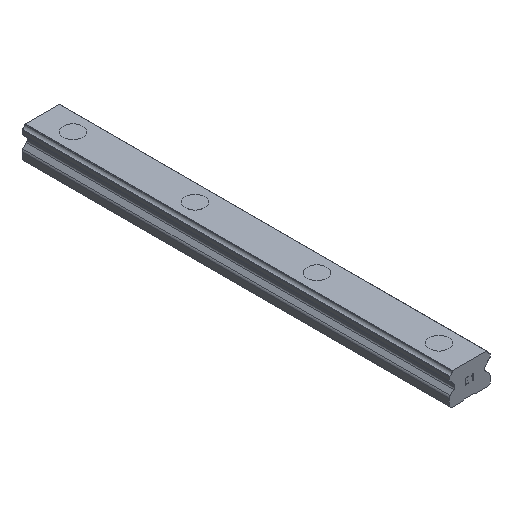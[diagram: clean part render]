
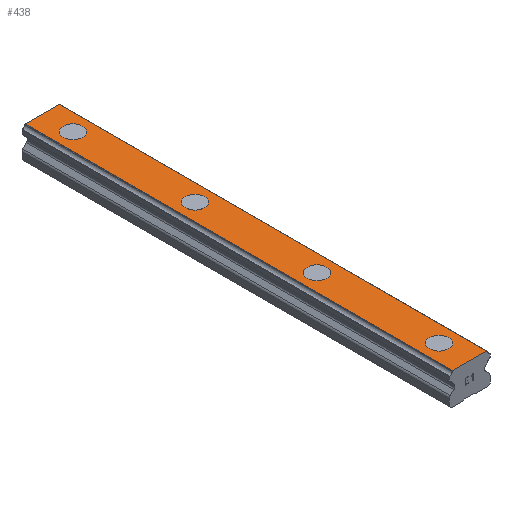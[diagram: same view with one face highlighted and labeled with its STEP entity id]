
A CAD part, isometric view. The second image highlights one B-rep face of the part: STEP entity #438.
In plain terms, the highlighted planar face has unit normal (0, 0, 1).
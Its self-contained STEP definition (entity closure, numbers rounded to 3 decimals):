
#438=ADVANCED_FACE('',(#897,#898,#899,#900,#901),#902,.T.);
#897=FACE_BOUND('',#1370,.T.);
#898=FACE_BOUND('',#1371,.T.);
#899=FACE_BOUND('',#1372,.T.);
#900=FACE_BOUND('',#1373,.T.);
#901=FACE_OUTER_BOUND('',#1374,.T.);
#902=PLANE('',#1375);
#1370=EDGE_LOOP('',(#2658,#2659));
#1371=EDGE_LOOP('',(#2660,#2661));
#1372=EDGE_LOOP('',(#2662,#2663));
#1373=EDGE_LOOP('',(#2664,#2665));
#1374=EDGE_LOOP('',(#2666,#2667,#2668,#2669));
#1375=AXIS2_PLACEMENT_3D('',#2670,#2671,#2672);
#2658=ORIENTED_EDGE('',*,*,#2875,.T.);
#2659=ORIENTED_EDGE('',*,*,#3241,.T.);
#2660=ORIENTED_EDGE('',*,*,#2863,.T.);
#2661=ORIENTED_EDGE('',*,*,#3259,.T.);
#2662=ORIENTED_EDGE('',*,*,#2851,.T.);
#2663=ORIENTED_EDGE('',*,*,#3274,.T.);
#2664=ORIENTED_EDGE('',*,*,#2839,.T.);
#2665=ORIENTED_EDGE('',*,*,#3289,.T.);
#2666=ORIENTED_EDGE('',*,*,#3223,.T.);
#2667=ORIENTED_EDGE('',*,*,#3338,.F.);
#2668=ORIENTED_EDGE('',*,*,#3095,.F.);
#2669=ORIENTED_EDGE('',*,*,#3336,.T.);
#2670=CARTESIAN_POINT('',(0.,210.0,15.5));
#2671=DIRECTION('',(0.0,0.0,1.0));
#2672=DIRECTION('',(-1.0,0.0,-0.0));
#2839=EDGE_CURVE('',#3394,#3391,#3395,.T.);
#2851=EDGE_CURVE('',#3416,#3413,#3417,.T.);
#2863=EDGE_CURVE('',#3438,#3435,#3439,.T.);
#2875=EDGE_CURVE('',#3460,#3457,#3461,.T.);
#3095=EDGE_CURVE('',#3791,#3793,#3794,.T.);
#3223=EDGE_CURVE('',#4004,#4002,#4005,.T.);
#3241=EDGE_CURVE('',#3457,#3460,#4038,.T.);
#3259=EDGE_CURVE('',#3435,#3438,#4058,.T.);
#3274=EDGE_CURVE('',#3413,#3416,#4075,.T.);
#3289=EDGE_CURVE('',#3391,#3394,#4092,.T.);
#3336=EDGE_CURVE('',#3791,#4004,#4141,.T.);
#3338=EDGE_CURVE('',#3793,#4002,#4143,.T.);
#3391=VERTEX_POINT('',#4198);
#3394=VERTEX_POINT('',#4202);
#3395=CIRCLE('',#4203,4.75);
#3413=VERTEX_POINT('',#4224);
#3416=VERTEX_POINT('',#4228);
#3417=CIRCLE('',#4229,4.75);
#3435=VERTEX_POINT('',#4250);
#3438=VERTEX_POINT('',#4254);
#3439=CIRCLE('',#4255,4.75);
#3457=VERTEX_POINT('',#4276);
#3460=VERTEX_POINT('',#4280);
#3461=CIRCLE('',#4281,4.75);
#3791=VERTEX_POINT('',#4742);
#3793=VERTEX_POINT('',#4745);
#3794=LINE('',#4746,#4747);
#4002=VERTEX_POINT('',#5039);
#4004=VERTEX_POINT('',#5042);
#4005=LINE('',#5043,#5044);
#4038=CIRCLE('',#5084,4.75);
#4058=CIRCLE('',#5110,4.75);
#4075=CIRCLE('',#5131,4.75);
#4092=CIRCLE('',#5152,4.75);
#4141=LINE('',#5221,#5222);
#4143=LINE('',#5224,#5225);
#4198=CARTESIAN_POINT('',(4.75,15.0,15.5));
#4202=CARTESIAN_POINT('',(-4.75,15.0,15.5));
#4203=AXIS2_PLACEMENT_3D('',#5297,#5298,#5299);
#4224=CARTESIAN_POINT('',(4.75,75.0,15.5));
#4228=CARTESIAN_POINT('',(-4.75,75.0,15.5));
#4229=AXIS2_PLACEMENT_3D('',#5319,#5320,#5321);
#4250=CARTESIAN_POINT('',(4.75,135.0,15.5));
#4254=CARTESIAN_POINT('',(-4.75,135.0,15.5));
#4255=AXIS2_PLACEMENT_3D('',#5341,#5342,#5343);
#4276=CARTESIAN_POINT('',(4.75,195.0,15.5));
#4280=CARTESIAN_POINT('',(-4.75,195.0,15.5));
#4281=AXIS2_PLACEMENT_3D('',#5363,#5364,#5365);
#4742=CARTESIAN_POINT('',(-8.378,210.0,15.5));
#4745=CARTESIAN_POINT('',(8.378,210.0,15.5));
#4746=CARTESIAN_POINT('',(-8.378,210.0,15.5));
#4747=VECTOR('',#5588,1.0);
#5039=CARTESIAN_POINT('',(8.378,0.0,15.5));
#5042=CARTESIAN_POINT('',(-8.378,0.0,15.5));
#5043=CARTESIAN_POINT('',(-8.378,0.0,15.5));
#5044=VECTOR('',#5728,1.0);
#5084=AXIS2_PLACEMENT_3D('',#5763,#5764,#5765);
#5110=AXIS2_PLACEMENT_3D('',#5784,#5785,#5786);
#5131=AXIS2_PLACEMENT_3D('',#5803,#5804,#5805);
#5152=AXIS2_PLACEMENT_3D('',#5822,#5823,#5824);
#5221=CARTESIAN_POINT('',(-8.378,210.0,15.5));
#5222=VECTOR('',#5857,1.0);
#5224=CARTESIAN_POINT('',(8.378,210.0,15.5));
#5225=VECTOR('',#5858,1.0);
#5297=CARTESIAN_POINT('',(0.0,15.0,15.5));
#5298=DIRECTION('',(0.0,0.0,-1.0));
#5299=DIRECTION('',(1.0,0.0,0.0));
#5319=CARTESIAN_POINT('',(0.0,75.0,15.5));
#5320=DIRECTION('',(0.0,0.0,-1.0));
#5321=DIRECTION('',(1.0,0.0,0.0));
#5341=CARTESIAN_POINT('',(0.0,135.0,15.5));
#5342=DIRECTION('',(0.0,0.0,-1.0));
#5343=DIRECTION('',(1.0,0.0,0.0));
#5363=CARTESIAN_POINT('',(0.0,195.0,15.5));
#5364=DIRECTION('',(0.0,0.0,-1.0));
#5365=DIRECTION('',(1.0,0.0,0.0));
#5588=DIRECTION('',(1.0,0.0,0.0));
#5728=DIRECTION('',(1.0,0.0,0.0));
#5763=CARTESIAN_POINT('',(0.0,195.0,15.5));
#5764=DIRECTION('',(0.0,0.0,-1.0));
#5765=DIRECTION('',(1.0,0.0,0.0));
#5784=CARTESIAN_POINT('',(0.0,135.0,15.5));
#5785=DIRECTION('',(0.0,0.0,-1.0));
#5786=DIRECTION('',(1.0,0.0,0.0));
#5803=CARTESIAN_POINT('',(0.0,75.0,15.5));
#5804=DIRECTION('',(0.0,0.0,-1.0));
#5805=DIRECTION('',(1.0,0.0,0.0));
#5822=CARTESIAN_POINT('',(0.0,15.0,15.5));
#5823=DIRECTION('',(0.0,0.0,-1.0));
#5824=DIRECTION('',(1.0,0.0,0.0));
#5857=DIRECTION('',(0.0,-1.0,0.0));
#5858=DIRECTION('',(0.0,-1.0,0.0));
